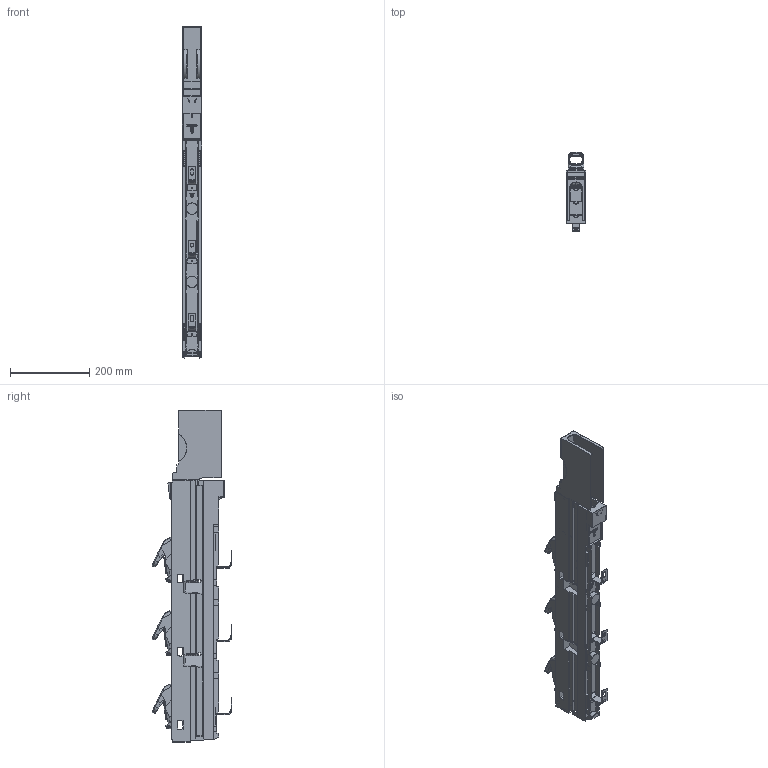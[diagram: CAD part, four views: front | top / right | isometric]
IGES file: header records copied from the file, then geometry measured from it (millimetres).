
Global section: file name: model1_1.igs; native system: NX V8.0; preprocessor: SIEMENS PLM Software NX 8.0; date: 20140313.131231; units: millimetre
Bounding box: 48.69 x 200.86 x 839.14 mm (x, y, z)
Surface area: 527750.4 mm2 (no closed solid volume)
Topology: 0 solids, 0 shells, 1437 faces, 13143 edges, 13124 vertices
Faces by surface type: bspline 1437
